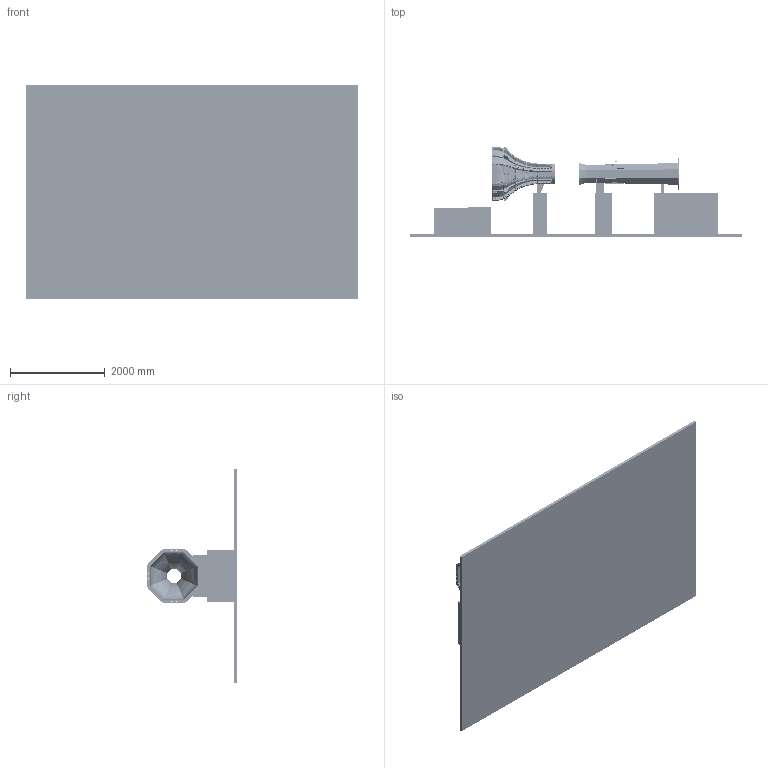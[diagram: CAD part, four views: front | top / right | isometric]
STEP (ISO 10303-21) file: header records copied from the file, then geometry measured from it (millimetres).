
FILE_DESCRIPTION(/* description */ (''),/* implementation_level */ '2;1');
FILE_NAME(/* name */ 'SLTWT_open1.stp',/* time_stamp */ '2023-06-12T19:04:01+09:00',/* author */ ('hokuizumi'),/* organization */ (''),/* preprocessor_version */ 'ST-DEVELOPER v19.2',/* originating_system */ 'Autodesk Inventor 2023',/* authorisation */ '');
FILE_SCHEMA (('AUTOMOTIVE_DESIGN { 1 0 10303 214 3 1 1 }'));
Products named in the file (126): All_Assembly2_20230612; 小型低乱調風洞 (開放_
コレクタ1); 測定部台座; 測定部台座A; 測定部台座A_01; 測定部台座A_02; 測定部台座A_02_1; 測定部台座A_03; 測定部台座A_03_1; 110x110x260; 測定部台座B; 測定部台座B_01-1; 測定部台座B_02; 測定部台座B_02_1; 測定部台座B_03; 測定部台座B_03_1; 測定部台座C; 測定部台座C_01; 測定部台座C_02; 測定部台座C_02_1; 測定部台座C_03; 測定部台座C_03_1; 測定部台座D; 測定部台座D_01; 測定部台座D_02; 測定部台座D_02_1; 測定部台座D_03; 測定部台座D_03_1; 110x110x190; GL; 縮流管ベース; 001-01; 001-02; efuser; Hexagon Nut_1_JIS(JIS B 1181 Hexagon nut - Class 1 Finish; JIS B 1180 Continuous thread hexagon head bolt A M20 x 55; Continuous Thread Hexagon Head Bolt_A_JIS(JIS B 1180 Cont; JIS B 1180 Continuous thread hexagon head bolt A M16 x 80; JIS B 1180 Continuous thread hexagon head bolt A M16 x 60; JIS B 1181 Hexagon nut - Class 1 Finished M16x1.5 --N ...
Assembly tree (536 placements, depth 5):
  All_Assembly2_20230612
    小型低乱調風洞 (開放_
コレクタ1)
      測定部台座
        測定部台座A
          測定部台座A_01
          測定部台座A_02
          測定部台座A_02_1
          測定部台座A_03
          測定部台座A_03_1
          110x110x260  x2
        測定部台座B
          測定部台座B_01-1
          測定部台座B_02
          測定部台座B_02_1
          測定部台座B_03
          測定部台座B_03_1
          110x110x190
        測定部台座C
          測定部台座C_01
          測定部台座C_02
          測定部台座C_02_1
          測定部台座C_03
          測定部台座C_03_1
          110x110x190  x2
        測定部台座D
          測定部台座D_01
          測定部台座D_02
          測定部台座D_02_1
          測定部台座D_03
          測定部台座D_03_1
          110x110x190  x2
        GL
      縮流管ベース
        001-01
        001-02  x7
        efuser
        Continuous Thread Hexagon Head Bolt_A_JIS(JIS B 1180 Cont  x128
        JIS B 1180 Continuous thread hexagon head bolt A M20 x 55  x8
        Hexagon Nut_1_JIS(JIS B 1181 Hexagon nut - Class 1 Finish  x136
      JIS B 1180 Continuous thread hexagon head bolt A M16 x 60  x8
      JIS B 1180 Continuous thread hexagon head bolt A M16 x 80  x8
      JIS B 1181 Hexagon nut - Class 1 Finished M16 --N  x4
      JIS B 1181 Hexagon nut - Class 1 Finished M16x1.5 --N  x4
      L2103(cover_off)
        Part1
        Part1_1
        Part1_2
        Part1_3
        Part1_4
        Part1_5
        Part1_6
        Part1_7
        Part1_8
        Part1_9
        Part1_10
        Part1_11
        Part1_12
        Part1_13
        Part1_14
        Part1_15
Bounding box: 6995 x 1900 x 4490 mm (x, y, z)
Volume: 2580923779.1 mm3; surface area: 110802768.6 mm2
Topology: 528 solids, 528 shells, 12484 faces, 28172 edges, 17008 vertices
Faces by surface type: plane 6113, cone 2486, bspline 1695, cylinder 1524, torus 376, sphere 290
Full cylindrical faces by diameter (mm): 4 x112, 5 x112, 6.647 x42, 7 x112, 7.134 x4, 10.8 x2, 14 x4, 14.5 x4, 15 x44, 16 x78, 17.5 x136, 18 x16, 19 x240, 20 x272, 24 x16, 30 x136, 680 x1
Entity records: 130652 total; most frequent: CARTESIAN_POINT 81510, ORIENTED_EDGE 8830, DIRECTION 8544, EDGE_CURVE 4415, AXIS2_PLACEMENT_3D 3256, VERTEX_POINT 2826, EDGE_LOOP 2409, LINE 2032
